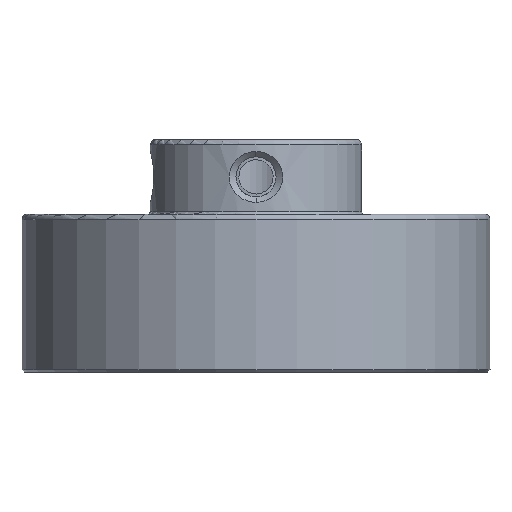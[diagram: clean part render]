
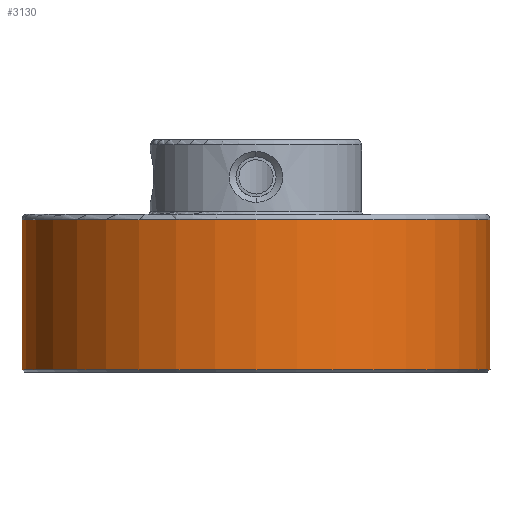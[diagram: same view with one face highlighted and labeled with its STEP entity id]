
A CAD part, left-side view. The second image highlights one B-rep face of the part: STEP entity #3130.
In plain terms, the highlighted cylindrical face has radius 22.225 mm (diameter 44.45 mm), a partial arc.
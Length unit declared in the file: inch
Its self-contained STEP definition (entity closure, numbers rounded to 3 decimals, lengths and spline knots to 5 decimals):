
#38 = CIRCLE ( 'NONE', #3776, 0.875 ) ;
#231 = VERTEX_POINT ( 'NONE', #544 ) ;
#248 = FACE_OUTER_BOUND ( 'NONE', #2007, .T. ) ;
#335 = DIRECTION ( 'NONE',  ( 0., -1., 0. ) ) ;
#408 = LINE ( 'NONE', #2056, #2945 ) ;
#544 = CARTESIAN_POINT ( 'NONE',  ( 0., -0.875, 0.012 ) ) ;
#565 = CARTESIAN_POINT ( 'NONE',  ( 0., 0., 0.012 ) ) ;
#883 = EDGE_CURVE ( 'NONE', #1646, #231, #1280, .T. ) ;
#934 = CARTESIAN_POINT ( 'NONE',  ( 0., 0.875, 0.012 ) ) ;
#1125 = VERTEX_POINT ( 'NONE', #934 ) ;
#1275 = CIRCLE ( 'NONE', #3796, 0.875 ) ;
#1280 = LINE ( 'NONE', #3273, #3217 ) ;
#1625 = CARTESIAN_POINT ( 'NONE',  ( 0., 0., 0. ) ) ;
#1646 = VERTEX_POINT ( 'NONE', #2044 ) ;
#1967 = VERTEX_POINT ( 'NONE', #2624 ) ;
#1991 = DIRECTION ( 'NONE',  ( 0., -1., 0. ) ) ;
#2007 = EDGE_LOOP ( 'NONE', ( #4346, #2714, #3992, #3714 ) ) ;
#2044 = CARTESIAN_POINT ( 'NONE',  ( 0., -0.875, -0.549 ) ) ;
#2056 = CARTESIAN_POINT ( 'NONE',  ( 0., 0.875, 0. ) ) ;
#2146 = EDGE_CURVE ( 'NONE', #1967, #1125, #408, .T. ) ;
#2276 = DIRECTION ( 'NONE',  ( 0., 0., 1. ) ) ;
#2624 = CARTESIAN_POINT ( 'NONE',  ( 0., 0.875, -0.549 ) ) ;
#2714 = ORIENTED_EDGE ( 'NONE', *, *, #3309, .T. ) ;
#2945 = VECTOR ( 'NONE', #4106, 39.37008 ) ;
#2972 = AXIS2_PLACEMENT_3D ( 'NONE', #1625, #3735, #4391 ) ;
#3102 = CYLINDRICAL_SURFACE ( 'NONE', #2972, 0.875 ) ;
#3130 = ADVANCED_FACE ( 'NONE', ( #248 ), #3102, .T. ) ;
#3217 = VECTOR ( 'NONE', #2276, 39.37008 ) ;
#3273 = CARTESIAN_POINT ( 'NONE',  ( 0., -0.875, 0. ) ) ;
#3309 = EDGE_CURVE ( 'NONE', #1967, #1646, #1275, .T. ) ;
#3448 = CARTESIAN_POINT ( 'NONE',  ( 0., 0., -0.549 ) ) ;
#3714 = ORIENTED_EDGE ( 'NONE', *, *, #4080, .F. ) ;
#3735 = DIRECTION ( 'NONE',  ( 0., 0., 1. ) ) ;
#3776 = AXIS2_PLACEMENT_3D ( 'NONE', #565, #4048, #1991 ) ;
#3796 = AXIS2_PLACEMENT_3D ( 'NONE', #3448, #4084, #335 ) ;
#3992 = ORIENTED_EDGE ( 'NONE', *, *, #883, .T. ) ;
#4048 = DIRECTION ( 'NONE',  ( 0., 0., 1. ) ) ;
#4080 = EDGE_CURVE ( 'NONE', #1125, #231, #38, .T. ) ;
#4084 = DIRECTION ( 'NONE',  ( 0., 0., 1. ) ) ;
#4106 = DIRECTION ( 'NONE',  ( 0., 0., 1. ) ) ;
#4346 = ORIENTED_EDGE ( 'NONE', *, *, #2146, .F. ) ;
#4391 = DIRECTION ( 'NONE',  ( 0., -1., 0. ) ) ;
